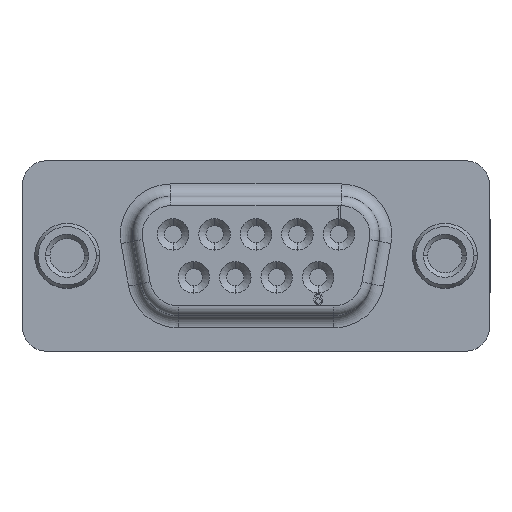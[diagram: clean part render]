
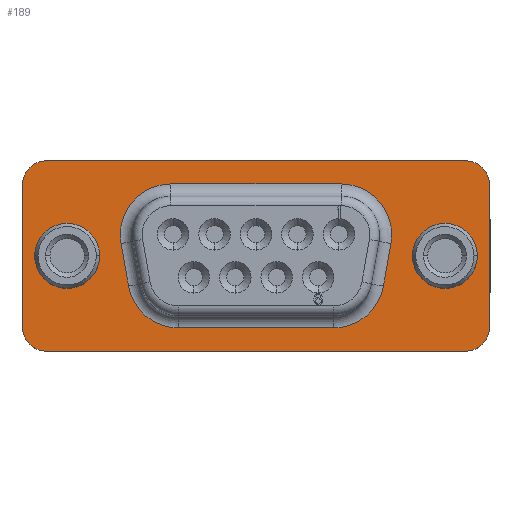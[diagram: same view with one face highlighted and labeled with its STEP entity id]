
A CAD part, top view. The second image highlights one B-rep face of the part: STEP entity #189.
In plain terms, the highlighted planar face has unit normal (0, 0, 1).
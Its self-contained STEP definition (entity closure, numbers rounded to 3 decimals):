
#189=ADVANCED_FACE('',(#630,#631,#632,#633),#634,.F.);
#630=FACE_OUTER_BOUND('',#1292,.T.);
#631=FACE_BOUND('',#1293,.T.);
#632=FACE_BOUND('',#1294,.T.);
#633=FACE_BOUND('',#1295,.T.);
#634=PLANE('',#1296);
#1292=EDGE_LOOP('',(#2584,#2585,#2586,#2587,#2588,#2589,#2590,#2591));
#1293=EDGE_LOOP('',(#2592,#2593));
#1294=EDGE_LOOP('',(#2594,#2595));
#1295=EDGE_LOOP('',(#2596,#2597,#2598,#2599,#2600,#2601,#2602,#2603));
#1296=AXIS2_PLACEMENT_3D('',#2604,#2605,#2606);
#2584=ORIENTED_EDGE('',*,*,#4559,.F.);
#2585=ORIENTED_EDGE('',*,*,#4560,.F.);
#2586=ORIENTED_EDGE('',*,*,#4561,.F.);
#2587=ORIENTED_EDGE('',*,*,#4562,.F.);
#2588=ORIENTED_EDGE('',*,*,#4563,.F.);
#2589=ORIENTED_EDGE('',*,*,#4564,.F.);
#2590=ORIENTED_EDGE('',*,*,#4565,.F.);
#2591=ORIENTED_EDGE('',*,*,#4566,.F.);
#2592=ORIENTED_EDGE('',*,*,#4567,.F.);
#2593=ORIENTED_EDGE('',*,*,#4289,.F.);
#2594=ORIENTED_EDGE('',*,*,#4568,.F.);
#2595=ORIENTED_EDGE('',*,*,#4302,.F.);
#2596=ORIENTED_EDGE('',*,*,#4558,.T.);
#2597=ORIENTED_EDGE('',*,*,#4556,.T.);
#2598=ORIENTED_EDGE('',*,*,#4554,.T.);
#2599=ORIENTED_EDGE('',*,*,#4552,.T.);
#2600=ORIENTED_EDGE('',*,*,#4550,.T.);
#2601=ORIENTED_EDGE('',*,*,#4548,.T.);
#2602=ORIENTED_EDGE('',*,*,#4546,.T.);
#2603=ORIENTED_EDGE('',*,*,#4544,.T.);
#2604=CARTESIAN_POINT('',(5.626,3.95,-6.147));
#2605=DIRECTION('',(0.0,0.0,-1.0));
#2606=DIRECTION('',(0.0,-1.0,0.0));
#4289=EDGE_CURVE('',#5134,#5132,#5136,.T.);
#4302=EDGE_CURVE('',#5158,#5160,#5161,.T.);
#4544=EDGE_CURVE('',#5571,#5569,#5572,.T.);
#4546=EDGE_CURVE('',#5574,#5571,#5575,.T.);
#4548=EDGE_CURVE('',#5577,#5574,#5578,.T.);
#4550=EDGE_CURVE('',#5580,#5577,#5581,.T.);
#4552=EDGE_CURVE('',#5583,#5580,#5584,.T.);
#4554=EDGE_CURVE('',#5586,#5583,#5587,.T.);
#4556=EDGE_CURVE('',#5589,#5586,#5590,.T.);
#4558=EDGE_CURVE('',#5569,#5589,#5592,.T.);
#4559=EDGE_CURVE('',#5593,#5594,#5595,.T.);
#4560=EDGE_CURVE('',#5596,#5593,#5597,.T.);
#4561=EDGE_CURVE('',#5598,#5596,#5599,.T.);
#4562=EDGE_CURVE('',#5600,#5598,#5601,.T.);
#4563=EDGE_CURVE('',#5602,#5600,#5603,.T.);
#4564=EDGE_CURVE('',#5604,#5602,#5605,.T.);
#4565=EDGE_CURVE('',#5606,#5604,#5607,.T.);
#4566=EDGE_CURVE('',#5594,#5606,#5608,.T.);
#4567=EDGE_CURVE('',#5132,#5134,#5609,.T.);
#4568=EDGE_CURVE('',#5160,#5158,#5610,.T.);
#5132=VERTEX_POINT('',#6441);
#5134=VERTEX_POINT('',#6444);
#5136=CIRCLE('',#6447,2.146);
#5158=VERTEX_POINT('',#6475);
#5160=VERTEX_POINT('',#6478);
#5161=CIRCLE('',#6479,2.146);
#5569=VERTEX_POINT('',#7031);
#5571=VERTEX_POINT('',#7033);
#5572=CIRCLE('',#7034,3.353);
#5574=VERTEX_POINT('',#7036);
#5575=LINE('',#7037,#7038);
#5577=VERTEX_POINT('',#7040);
#5578=CIRCLE('',#7041,3.353);
#5580=VERTEX_POINT('',#7043);
#5581=LINE('',#7044,#7045);
#5583=VERTEX_POINT('',#7047);
#5584=CIRCLE('',#7048,3.353);
#5586=VERTEX_POINT('',#7050);
#5587=LINE('',#7051,#7052);
#5589=VERTEX_POINT('',#7054);
#5590=CIRCLE('',#7055,3.353);
#5592=LINE('',#7057,#7058);
#5593=VERTEX_POINT('',#7059);
#5594=VERTEX_POINT('',#7060);
#5595=LINE('',#7061,#7062);
#5596=VERTEX_POINT('',#7063);
#5597=CIRCLE('',#7064,1.575);
#5598=VERTEX_POINT('',#7065);
#5599=LINE('',#7066,#7067);
#5600=VERTEX_POINT('',#7068);
#5601=CIRCLE('',#7069,1.575);
#5602=VERTEX_POINT('',#7070);
#5603=LINE('',#7071,#7072);
#5604=VERTEX_POINT('',#7073);
#5605=CIRCLE('',#7074,1.575);
#5606=VERTEX_POINT('',#7075);
#5607=LINE('',#7076,#7077);
#5608=CIRCLE('',#7078,1.575);
#5609=CIRCLE('',#7079,2.146);
#5610=CIRCLE('',#7080,2.146);
#6441=CARTESIAN_POINT('',(14.643,0.0,-6.147));
#6444=CARTESIAN_POINT('',(10.351,0.,-6.147));
#6447=AXIS2_PLACEMENT_3D('',#8243,#8244,#8245);
#6475=CARTESIAN_POINT('',(-14.643,0.,-6.147));
#6478=CARTESIAN_POINT('',(-10.351,0.0,-6.147));
#6479=AXIS2_PLACEMENT_3D('',#8268,#8269,#8270);
#7031=CARTESIAN_POINT('',(8.928,0.827,-6.147));
#7033=CARTESIAN_POINT('',(5.626,4.763,-6.147));
#7034=AXIS2_PLACEMENT_3D('',#8706,#8707,#8708);
#7036=CARTESIAN_POINT('',(-5.626,4.763,-6.147));
#7037=CARTESIAN_POINT('',(-5.626,4.763,-6.147));
#7038=VECTOR('',#8712,11.252);
#7040=CARTESIAN_POINT('',(-8.928,0.827,-6.147));
#7041=AXIS2_PLACEMENT_3D('',#8716,#8717,#8718);
#7043=CARTESIAN_POINT('',(-8.431,-1.992,-6.147));
#7044=CARTESIAN_POINT('',(-8.431,-1.992,-6.147));
#7045=VECTOR('',#8722,2.863);
#7047=CARTESIAN_POINT('',(-5.129,-4.763,-6.147));
#7048=AXIS2_PLACEMENT_3D('',#8726,#8727,#8728);
#7050=CARTESIAN_POINT('',(5.129,-4.763,-6.147));
#7051=CARTESIAN_POINT('',(5.129,-4.763,-6.147));
#7052=VECTOR('',#8732,10.258);
#7054=CARTESIAN_POINT('',(8.431,-1.992,-6.147));
#7055=AXIS2_PLACEMENT_3D('',#8736,#8737,#8738);
#7057=CARTESIAN_POINT('',(8.928,0.827,-6.147));
#7058=VECTOR('',#8742,2.863);
#7059=CARTESIAN_POINT('',(15.443,4.724,-6.147));
#7060=CARTESIAN_POINT('',(15.443,-4.724,-6.147));
#7061=CARTESIAN_POINT('',(15.443,4.724,-6.147));
#7062=VECTOR('',#8743,9.449);
#7063=CARTESIAN_POINT('',(13.868,6.299,-6.147));
#7064=AXIS2_PLACEMENT_3D('',#8744,#8745,#8746);
#7065=CARTESIAN_POINT('',(-13.868,6.299,-6.147));
#7066=CARTESIAN_POINT('',(-13.868,6.299,-6.147));
#7067=VECTOR('',#8747,27.737);
#7068=CARTESIAN_POINT('',(-15.443,4.724,-6.147));
#7069=AXIS2_PLACEMENT_3D('',#8748,#8749,#8750);
#7070=CARTESIAN_POINT('',(-15.443,-4.724,-6.147));
#7071=CARTESIAN_POINT('',(-15.443,-4.724,-6.147));
#7072=VECTOR('',#8751,9.449);
#7073=CARTESIAN_POINT('',(-13.868,-6.299,-6.147));
#7074=AXIS2_PLACEMENT_3D('',#8752,#8753,#8754);
#7075=CARTESIAN_POINT('',(13.868,-6.299,-6.147));
#7076=CARTESIAN_POINT('',(13.868,-6.299,-6.147));
#7077=VECTOR('',#8755,27.737);
#7078=AXIS2_PLACEMENT_3D('',#8756,#8757,#8758);
#7079=AXIS2_PLACEMENT_3D('',#8759,#8760,#8761);
#7080=AXIS2_PLACEMENT_3D('',#8762,#8763,#8764);
#8243=CARTESIAN_POINT('',(12.497,0.0,-6.147));
#8244=DIRECTION('',(0.0,0.0,1.0));
#8245=DIRECTION('',(-1.0,0.0,0.0));
#8268=CARTESIAN_POINT('',(-12.497,0.0,-6.147));
#8269=DIRECTION('',(0.0,0.0,1.0));
#8270=DIRECTION('',(1.0,0.0,0.0));
#8706=CARTESIAN_POINT('',(5.626,1.41,-6.147));
#8707=DIRECTION('',(0.0,0.0,-1.0));
#8708=DIRECTION('',(0.0,1.0,0.0));
#8712=DIRECTION('',(1.0,0.0,0.0));
#8716=CARTESIAN_POINT('',(-5.626,1.41,-6.147));
#8717=DIRECTION('',(-0.0,0.0,-1.0));
#8718=DIRECTION('',(-0.985,-0.174,0.0));
#8722=DIRECTION('',(-0.174,0.985,0.0));
#8726=CARTESIAN_POINT('',(-5.129,-1.41,-6.147));
#8727=DIRECTION('',(0.0,0.0,-1.0));
#8728=DIRECTION('',(0.0,-1.0,0.0));
#8732=DIRECTION('',(-1.0,0.0,0.0));
#8736=CARTESIAN_POINT('',(5.129,-1.41,-6.147));
#8737=DIRECTION('',(0.0,0.0,-1.0));
#8738=DIRECTION('',(0.985,-0.174,0.0));
#8742=DIRECTION('',(-0.174,-0.985,0.0));
#8743=DIRECTION('',(0.0,-1.0,0.0));
#8744=CARTESIAN_POINT('',(13.868,4.724,-6.147));
#8745=DIRECTION('',(0.0,0.0,-1.0));
#8746=DIRECTION('',(0.0,1.0,0.0));
#8747=DIRECTION('',(1.0,0.0,0.0));
#8748=CARTESIAN_POINT('',(-13.868,4.724,-6.147));
#8749=DIRECTION('',(-0.0,0.0,-1.0));
#8750=DIRECTION('',(-1.0,0.,0.0));
#8751=DIRECTION('',(0.0,1.0,0.0));
#8752=CARTESIAN_POINT('',(-13.868,-4.724,-6.147));
#8753=DIRECTION('',(-0.0,0.0,-1.0));
#8754=DIRECTION('',(0.,-1.0,0.0));
#8755=DIRECTION('',(-1.0,0.0,0.0));
#8756=CARTESIAN_POINT('',(13.868,-4.724,-6.147));
#8757=DIRECTION('',(0.0,0.0,-1.0));
#8758=DIRECTION('',(1.0,0.0,0.0));
#8759=CARTESIAN_POINT('',(12.497,0.0,-6.147));
#8760=DIRECTION('',(0.0,0.0,1.0));
#8761=DIRECTION('',(-1.0,0.0,0.0));
#8762=CARTESIAN_POINT('',(-12.497,0.0,-6.147));
#8763=DIRECTION('',(0.0,0.0,1.0));
#8764=DIRECTION('',(1.0,0.0,0.0));
